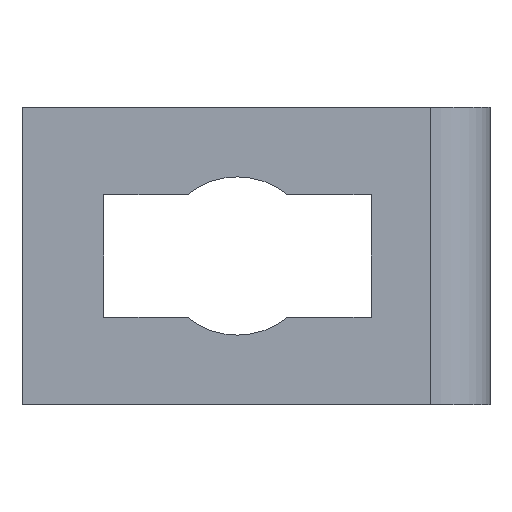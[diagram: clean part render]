
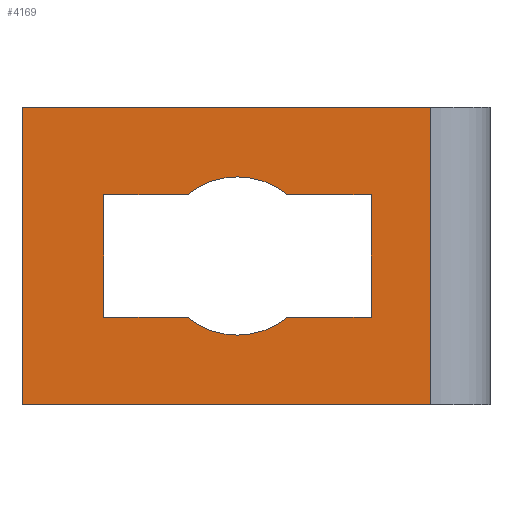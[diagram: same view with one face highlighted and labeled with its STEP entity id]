
A CAD part, left-side view. The second image highlights one B-rep face of the part: STEP entity #4169.
In plain terms, the highlighted planar face has unit normal (-1, 0, 0).
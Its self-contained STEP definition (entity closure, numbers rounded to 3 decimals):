
#3627=CARTESIAN_POINT('',(-63.,52.,-8.25));
#3628=VERTEX_POINT('',#3627);
#3635=CARTESIAN_POINT('',(-63.,40.735,-8.25));
#3636=VERTEX_POINT('',#3635);
#3637=CARTESIAN_POINT('',(-63.,40.735,-8.25));
#3638=DIRECTION('',(0.0,1.0,0.0));
#3639=VECTOR('',#3638,11.265);
#3640=LINE('',#3637,#3639);
#3641=EDGE_CURVE('',#3636,#3628,#3640,.T.);
#3667=CARTESIAN_POINT('',(-63.,27.265,-8.25));
#3668=VERTEX_POINT('',#3667);
#3669=CARTESIAN_POINT('',(-63.,34.,0.));
#3670=DIRECTION('',(1.0,0.,0.));
#3671=DIRECTION('',(0.,0.632,-0.775));
#3672=AXIS2_PLACEMENT_3D('',#3669,#3670,#3671);
#3673=CIRCLE('',#3672,10.65);
#3674=EDGE_CURVE('',#3668,#3636,#3673,.T.);
#3699=CARTESIAN_POINT('',(-63.,16.,-8.25));
#3700=VERTEX_POINT('',#3699);
#3701=CARTESIAN_POINT('',(-63.,16.,-8.25));
#3702=DIRECTION('',(0.0,1.0,0.0));
#3703=VECTOR('',#3702,11.265);
#3704=LINE('',#3701,#3703);
#3705=EDGE_CURVE('',#3700,#3668,#3704,.T.);
#3730=CARTESIAN_POINT('',(-63.,16.,8.25));
#3731=VERTEX_POINT('',#3730);
#3732=CARTESIAN_POINT('',(-63.,16.,8.25));
#3733=DIRECTION('',(0.0,0.0,-1.0));
#3734=VECTOR('',#3733,16.5);
#3735=LINE('',#3732,#3734);
#3736=EDGE_CURVE('',#3731,#3700,#3735,.T.);
#3761=CARTESIAN_POINT('',(-63.,27.265,8.25));
#3762=VERTEX_POINT('',#3761);
#3763=CARTESIAN_POINT('',(-63.,27.265,8.25));
#3764=DIRECTION('',(0.0,-1.0,0.0));
#3765=VECTOR('',#3764,11.265);
#3766=LINE('',#3763,#3765);
#3767=EDGE_CURVE('',#3762,#3731,#3766,.T.);
#3793=CARTESIAN_POINT('',(-63.,40.735,8.25));
#3794=VERTEX_POINT('',#3793);
#3795=CARTESIAN_POINT('',(-63.,34.,0.));
#3796=DIRECTION('',(1.0,0.,0.));
#3797=DIRECTION('',(0.,-0.632,0.775));
#3798=AXIS2_PLACEMENT_3D('',#3795,#3796,#3797);
#3799=CIRCLE('',#3798,10.65);
#3800=EDGE_CURVE('',#3794,#3762,#3799,.T.);
#3825=CARTESIAN_POINT('',(-63.,52.,8.25));
#3826=VERTEX_POINT('',#3825);
#3827=CARTESIAN_POINT('',(-63.,52.,8.25));
#3828=DIRECTION('',(0.0,-1.0,0.0));
#3829=VECTOR('',#3828,11.265);
#3830=LINE('',#3827,#3829);
#3831=EDGE_CURVE('',#3826,#3794,#3830,.T.);
#3854=CARTESIAN_POINT('',(-63.,52.,-8.25));
#3855=DIRECTION('',(0.0,0.0,1.0));
#3856=VECTOR('',#3855,16.5);
#3857=LINE('',#3854,#3856);
#3858=EDGE_CURVE('',#3628,#3826,#3857,.T.);
#4065=CARTESIAN_POINT('',(-63.,8.,-20.0));
#4066=VERTEX_POINT('',#4065);
#4073=CARTESIAN_POINT('',(-63.,63.,-20.0));
#4074=VERTEX_POINT('',#4073);
#4075=CARTESIAN_POINT('',(-63.,8.,-20.0));
#4076=DIRECTION('',(0.0,1.0,0.0));
#4077=VECTOR('',#4076,55.);
#4078=LINE('',#4075,#4077);
#4079=EDGE_CURVE('',#4066,#4074,#4078,.T.);
#4129=CARTESIAN_POINT('',(-63.,3.476,0.));
#4130=DIRECTION('',(1.0,0.0,0.0));
#4131=DIRECTION('',(0.0,0.0,1.0));
#4132=AXIS2_PLACEMENT_3D('',#4129,#4130,#4131);
#4133=PLANE('',#4132);
#4134=CARTESIAN_POINT('',(-63.,8.,20.));
#4135=VERTEX_POINT('',#4134);
#4136=CARTESIAN_POINT('',(-63.,8.,-20.));
#4137=DIRECTION('',(0.0,0.0,1.0));
#4138=VECTOR('',#4137,40.);
#4139=LINE('',#4136,#4138);
#4140=EDGE_CURVE('',#4066,#4135,#4139,.T.);
#4141=ORIENTED_EDGE('',*,*,#4140,.T.);
#4142=CARTESIAN_POINT('',(-63.,63.,20.));
#4143=VERTEX_POINT('',#4142);
#4144=CARTESIAN_POINT('',(-63.,63.,20.));
#4145=DIRECTION('',(0.0,-1.0,0.0));
#4146=VECTOR('',#4145,55.);
#4147=LINE('',#4144,#4146);
#4148=EDGE_CURVE('',#4143,#4135,#4147,.T.);
#4149=ORIENTED_EDGE('',*,*,#4148,.F.);
#4150=CARTESIAN_POINT('',(-63.,63.,-20.0));
#4151=DIRECTION('',(0.0,0.0,1.0));
#4152=VECTOR('',#4151,40.);
#4153=LINE('',#4150,#4152);
#4154=EDGE_CURVE('',#4074,#4143,#4153,.T.);
#4155=ORIENTED_EDGE('',*,*,#4154,.F.);
#4156=ORIENTED_EDGE('',*,*,#4079,.F.);
#4157=EDGE_LOOP('',(#4141,#4149,#4155,#4156));
#4158=FACE_OUTER_BOUND('',#4157,.T.);
#4159=ORIENTED_EDGE('',*,*,#3641,.T.);
#4160=ORIENTED_EDGE('',*,*,#3858,.T.);
#4161=ORIENTED_EDGE('',*,*,#3831,.T.);
#4162=ORIENTED_EDGE('',*,*,#3800,.T.);
#4163=ORIENTED_EDGE('',*,*,#3767,.T.);
#4164=ORIENTED_EDGE('',*,*,#3736,.T.);
#4165=ORIENTED_EDGE('',*,*,#3705,.T.);
#4166=ORIENTED_EDGE('',*,*,#3674,.T.);
#4167=EDGE_LOOP('',(#4159,#4160,#4161,#4162,#4163,#4164,#4165,#4166));
#4168=FACE_BOUND('',#4167,.T.);
#4169=ADVANCED_FACE('',(#4158,#4168),#4133,.F.);
